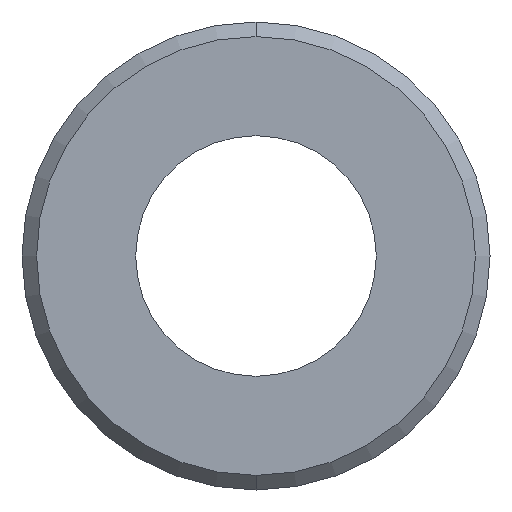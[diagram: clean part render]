
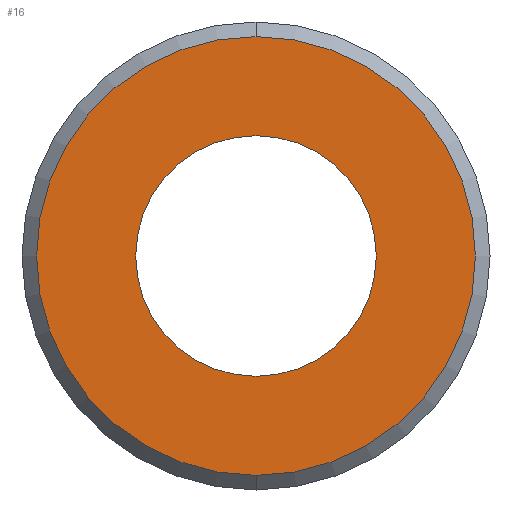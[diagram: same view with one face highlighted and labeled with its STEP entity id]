
A CAD part, front view. The second image highlights one B-rep face of the part: STEP entity #16.
In plain terms, the highlighted planar face has unit normal (0, -1, 0).
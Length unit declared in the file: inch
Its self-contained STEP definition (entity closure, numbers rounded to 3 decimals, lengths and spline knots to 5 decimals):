
#2 = CARTESIAN_POINT ( 'NONE',  ( 0., -0.675, 0.1285 ) ) ;
#15 = DIRECTION ( 'NONE',  ( 0., 0., 1. ) ) ;
#16 = ADVANCED_FACE ( 'NONE', ( #290, #17 ), #61, .F. ) ;
#17 = FACE_OUTER_BOUND ( 'NONE', #168, .T. ) ;
#23 = CIRCLE ( 'NONE', #90, 0.23438 ) ;
#27 = AXIS2_PLACEMENT_3D ( 'NONE', #146, #220, #198 ) ;
#33 = EDGE_CURVE ( 'NONE', #318, #52, #110, .T. ) ;
#52 = VERTEX_POINT ( 'NONE', #151 ) ;
#59 = EDGE_CURVE ( 'NONE', #155, #91, #94, .T. ) ;
#61 = PLANE ( 'NONE',  #251 ) ;
#67 = EDGE_CURVE ( 'NONE', #52, #318, #78, .T. ) ;
#71 = DIRECTION ( 'NONE',  ( 0., 0., 1. ) ) ;
#74 = CARTESIAN_POINT ( 'NONE',  ( 0., -0.675, 0.23438 ) ) ;
#78 = CIRCLE ( 'NONE', #195, 0.1285 ) ;
#81 = ORIENTED_EDGE ( 'NONE', *, *, #59, .T. ) ;
#90 = AXIS2_PLACEMENT_3D ( 'NONE', #119, #103, #71 ) ;
#91 = VERTEX_POINT ( 'NONE', #322 ) ;
#94 = CIRCLE ( 'NONE', #27, 0.23438 ) ;
#102 = ORIENTED_EDGE ( 'NONE', *, *, #67, .T. ) ;
#103 = DIRECTION ( 'NONE',  ( 0., -1., 0. ) ) ;
#110 = CIRCLE ( 'NONE', #309, 0.1285 ) ;
#115 = DIRECTION ( 'NONE',  ( 0., 1., 0. ) ) ;
#119 = CARTESIAN_POINT ( 'NONE',  ( 0., -0.675, 0. ) ) ;
#138 = DIRECTION ( 'NONE',  ( 0., 1., 0. ) ) ;
#141 = EDGE_LOOP ( 'NONE', ( #226, #102 ) ) ;
#146 = CARTESIAN_POINT ( 'NONE',  ( 0., -0.675, 0. ) ) ;
#147 = EDGE_CURVE ( 'NONE', #91, #155, #23, .T. ) ;
#151 = CARTESIAN_POINT ( 'NONE',  ( 0., -0.675, -0.1285 ) ) ;
#155 = VERTEX_POINT ( 'NONE', #74 ) ;
#164 = CARTESIAN_POINT ( 'NONE',  ( 0., -0.675, 0. ) ) ;
#168 = EDGE_LOOP ( 'NONE', ( #81, #215 ) ) ;
#195 = AXIS2_PLACEMENT_3D ( 'NONE', #301, #242, #276 ) ;
#198 = DIRECTION ( 'NONE',  ( 0., 0., 1. ) ) ;
#215 = ORIENTED_EDGE ( 'NONE', *, *, #147, .T. ) ;
#220 = DIRECTION ( 'NONE',  ( 0., -1., 0. ) ) ;
#226 = ORIENTED_EDGE ( 'NONE', *, *, #33, .T. ) ;
#242 = DIRECTION ( 'NONE',  ( 0., 1., 0. ) ) ;
#251 = AXIS2_PLACEMENT_3D ( 'NONE', #266, #138, #15 ) ;
#266 = CARTESIAN_POINT ( 'NONE',  ( 0., -0.675, 0. ) ) ;
#276 = DIRECTION ( 'NONE',  ( 0., 0., 1. ) ) ;
#290 = FACE_BOUND ( 'NONE', #141, .T. ) ;
#292 = DIRECTION ( 'NONE',  ( 0., 0., 1. ) ) ;
#301 = CARTESIAN_POINT ( 'NONE',  ( 0., -0.675, 0. ) ) ;
#309 = AXIS2_PLACEMENT_3D ( 'NONE', #164, #115, #292 ) ;
#318 = VERTEX_POINT ( 'NONE', #2 ) ;
#322 = CARTESIAN_POINT ( 'NONE',  ( 0., -0.675, -0.23438 ) ) ;
